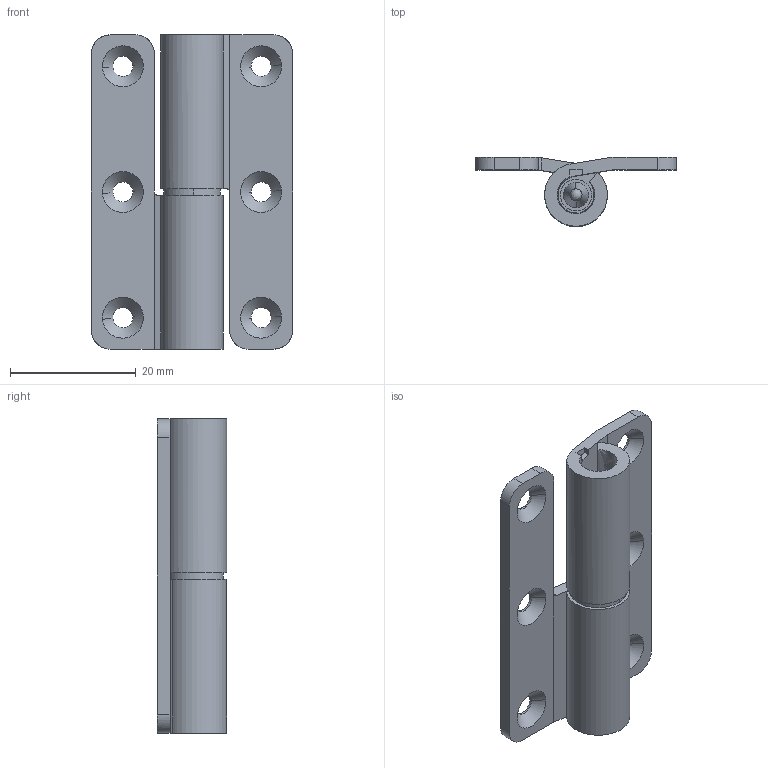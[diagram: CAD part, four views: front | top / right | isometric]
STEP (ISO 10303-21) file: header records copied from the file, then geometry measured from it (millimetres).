
FILE_DESCRIPTION((''),'2;1');
FILE_NAME('','2008-04-30T13:57:15',(''),(''),'','CADfix','');
FILE_SCHEMA(('AUTOMOTIVE_DESIGN { 1 0 10303 214 1 1 1 1 }'));
Length unit declared in the file: millimetre
Bounding box: 32 x 11 x 50 mm (x, y, z)
Volume: 5407.6 mm3; surface area: 6240.5 mm2
Topology: 4 solids, 4 shells, 83 faces, 258 edges, 184 vertices
Faces by surface type: bspline 83
Entity records: 3370 total; most frequent: CARTESIAN_POINT 1910, ORIENTED_EDGE 516, EDGE_CURVE 258, VERTEX_POINT 184, QUASI_UNIFORM_CURVE 116, EDGE_LOOP 98, FACE_OUTER_BOUND 83, ADVANCED_FACE 83
